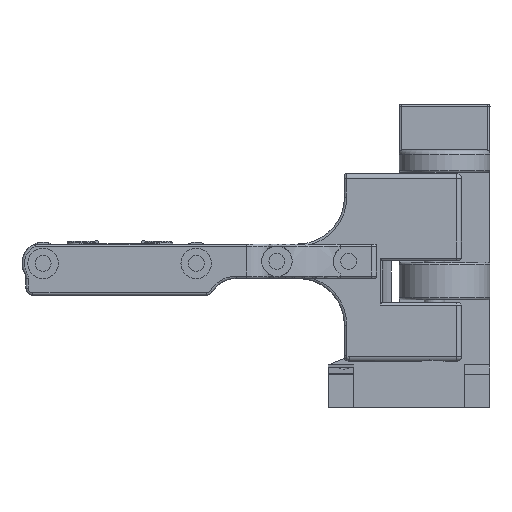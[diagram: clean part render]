
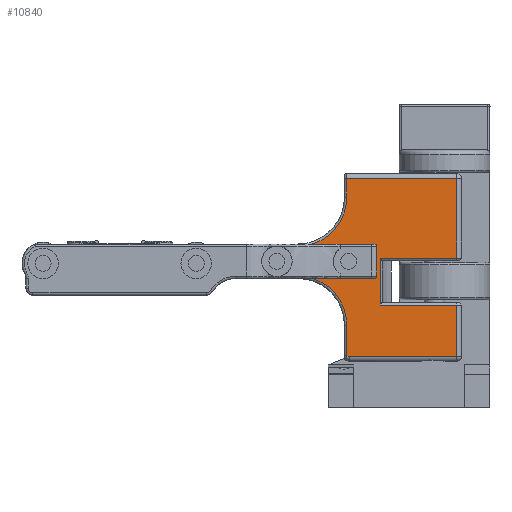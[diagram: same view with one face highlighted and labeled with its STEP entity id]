
A CAD part, front view. The second image highlights one B-rep face of the part: STEP entity #10840.
In plain terms, the highlighted face is planar.
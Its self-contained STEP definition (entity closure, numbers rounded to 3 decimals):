
#521=FACE_BOUND('',#1631,.T.);
#522=FACE_BOUND('',#1632,.T.);
#614=PLANE('',#11730);
#922=FACE_OUTER_BOUND('',#1630,.T.);
#1630=EDGE_LOOP('',(#7614,#7615,#7616,#7617,#7618,#7619,#7620,#7621,#7622,
#7623,#7624,#7625,#7626,#7627,#7628));
#1631=EDGE_LOOP('',(#7629));
#1632=EDGE_LOOP('',(#7630));
#2434=LINE('',#16704,#3277);
#2435=LINE('',#16706,#3278);
#2436=LINE('',#16710,#3279);
#2437=LINE('',#16712,#3280);
#2438=LINE('',#16714,#3281);
#2439=LINE('',#16716,#3282);
#2440=LINE('',#16718,#3283);
#2441=LINE('',#16720,#3284);
#2442=LINE('',#16722,#3285);
#2443=LINE('',#16724,#3286);
#2444=LINE('',#16726,#3287);
#2445=LINE('',#16728,#3288);
#2446=LINE('',#16731,#3289);
#3277=VECTOR('',#13257,10.);
#3278=VECTOR('',#13258,10.);
#3279=VECTOR('',#13261,10.);
#3280=VECTOR('',#13262,10.);
#3281=VECTOR('',#13263,10.);
#3282=VECTOR('',#13264,10.);
#3283=VECTOR('',#13265,10.);
#3284=VECTOR('',#13266,10.);
#3285=VECTOR('',#13267,10.);
#3286=VECTOR('',#13268,10.);
#3287=VECTOR('',#13269,10.);
#3288=VECTOR('',#13270,10.);
#3289=VECTOR('',#13273,10.);
#4064=CIRCLE('',#11731,10.5);
#4065=CIRCLE('',#11732,10.5);
#4066=CIRCLE('',#11733,2.35);
#4067=CIRCLE('',#11734,2.35);
#4738=VERTEX_POINT('',#16702);
#4739=VERTEX_POINT('',#16703);
#4740=VERTEX_POINT('',#16705);
#4741=VERTEX_POINT('',#16707);
#4742=VERTEX_POINT('',#16709);
#4743=VERTEX_POINT('',#16711);
#4744=VERTEX_POINT('',#16713);
#4745=VERTEX_POINT('',#16715);
#4746=VERTEX_POINT('',#16717);
#4747=VERTEX_POINT('',#16719);
#4748=VERTEX_POINT('',#16721);
#4749=VERTEX_POINT('',#16723);
#4750=VERTEX_POINT('',#16725);
#4751=VERTEX_POINT('',#16727);
#4752=VERTEX_POINT('',#16729);
#4753=VERTEX_POINT('',#16732);
#4754=VERTEX_POINT('',#16734);
#5798=EDGE_CURVE('',#4738,#4739,#2434,.T.);
#5799=EDGE_CURVE('',#4740,#4738,#2435,.T.);
#5800=EDGE_CURVE('',#4741,#4740,#4064,.T.);
#5801=EDGE_CURVE('',#4742,#4741,#2436,.T.);
#5802=EDGE_CURVE('',#4743,#4742,#2437,.T.);
#5803=EDGE_CURVE('',#4744,#4743,#2438,.T.);
#5804=EDGE_CURVE('',#4745,#4744,#2439,.T.);
#5805=EDGE_CURVE('',#4746,#4745,#2440,.T.);
#5806=EDGE_CURVE('',#4747,#4746,#2441,.T.);
#5807=EDGE_CURVE('',#4748,#4747,#2442,.T.);
#5808=EDGE_CURVE('',#4749,#4748,#2443,.T.);
#5809=EDGE_CURVE('',#4750,#4749,#2444,.T.);
#5810=EDGE_CURVE('',#4751,#4750,#2445,.T.);
#5811=EDGE_CURVE('',#4752,#4751,#4065,.T.);
#5812=EDGE_CURVE('',#4739,#4752,#2446,.T.);
#5813=EDGE_CURVE('',#4753,#4753,#4066,.T.);
#5814=EDGE_CURVE('',#4754,#4754,#4067,.T.);
#7614=ORIENTED_EDGE('',*,*,#5798,.F.);
#7615=ORIENTED_EDGE('',*,*,#5799,.F.);
#7616=ORIENTED_EDGE('',*,*,#5800,.F.);
#7617=ORIENTED_EDGE('',*,*,#5801,.F.);
#7618=ORIENTED_EDGE('',*,*,#5802,.F.);
#7619=ORIENTED_EDGE('',*,*,#5803,.F.);
#7620=ORIENTED_EDGE('',*,*,#5804,.F.);
#7621=ORIENTED_EDGE('',*,*,#5805,.F.);
#7622=ORIENTED_EDGE('',*,*,#5806,.F.);
#7623=ORIENTED_EDGE('',*,*,#5807,.F.);
#7624=ORIENTED_EDGE('',*,*,#5808,.F.);
#7625=ORIENTED_EDGE('',*,*,#5809,.F.);
#7626=ORIENTED_EDGE('',*,*,#5810,.F.);
#7627=ORIENTED_EDGE('',*,*,#5811,.F.);
#7628=ORIENTED_EDGE('',*,*,#5812,.F.);
#7629=ORIENTED_EDGE('',*,*,#5813,.T.);
#7630=ORIENTED_EDGE('',*,*,#5814,.T.);
#10840=ADVANCED_FACE('',(#922,#521,#522),#614,.T.);
#11730=AXIS2_PLACEMENT_3D('',#16701,#13255,#13256);
#11731=AXIS2_PLACEMENT_3D('',#16708,#13259,#13260);
#11732=AXIS2_PLACEMENT_3D('',#16730,#13271,#13272);
#11733=AXIS2_PLACEMENT_3D('',#16733,#13274,#13275);
#11734=AXIS2_PLACEMENT_3D('',#16735,#13276,#13277);
#13255=DIRECTION('center_axis',(0.,0.,
1.));
#13256=DIRECTION('ref_axis',(1.,0.,0.));
#13257=DIRECTION('',(-1.,0.,0.));
#13258=DIRECTION('',(0.,-1.,0.));
#13259=DIRECTION('center_axis',(0.,0.,
1.));
#13260=DIRECTION('ref_axis',(-0.707,0.707,0.));
#13261=DIRECTION('',(-1.,0.,0.));
#13262=DIRECTION('',(-0.214,-0.977,0.));
#13263=DIRECTION('',(0.,-1.,0.));
#13264=DIRECTION('',(1.,0.,0.));
#13265=DIRECTION('',(0.,1.,0.));
#13266=DIRECTION('',(1.,0.,0.));
#13267=DIRECTION('',(0.,-1.,0.));
#13268=DIRECTION('',(1.,0.,0.));
#13269=DIRECTION('',(0.,1.,0.));
#13270=DIRECTION('',(-1.,0.,0.));
#13271=DIRECTION('center_axis',(0.,0.,
1.));
#13272=DIRECTION('ref_axis',(0.707,0.707,0.));
#13273=DIRECTION('',(0.,1.,0.));
#13274=DIRECTION('center_axis',(0.,0.,
-1.));
#13275=DIRECTION('ref_axis',(0.,1.,0.));
#13276=DIRECTION('center_axis',(0.,0.,
-1.));
#13277=DIRECTION('ref_axis',(0.,1.,0.));
#16701=CARTESIAN_POINT('Origin',(112.753,127.501,36.576));
#16702=CARTESIAN_POINT('',(133.592,120.098,36.576));
#16703=CARTESIAN_POINT('',(127.243,120.098,36.576));
#16704=CARTESIAN_POINT('',(122.251,120.098,36.576));
#16705=CARTESIAN_POINT('',(133.592,132.501,36.576));
#16706=CARTESIAN_POINT('',(133.592,135.001,36.576));
#16707=CARTESIAN_POINT('',(144.092,143.001,36.576));
#16708=CARTESIAN_POINT('Origin',(144.092,132.501,36.576));
#16709=CARTESIAN_POINT('',(150.61,143.001,36.576));
#16710=CARTESIAN_POINT('',(121.317,143.001,36.576));
#16711=CARTESIAN_POINT('',(150.743,143.609,36.576));
#16712=CARTESIAN_POINT('',(147.331,128.011,36.576));
#16713=CARTESIAN_POINT('',(150.743,166.501,36.576));
#16714=CARTESIAN_POINT('',(150.743,127.501,36.576));
#16715=CARTESIAN_POINT('',(139.753,166.501,36.576));
#16716=CARTESIAN_POINT('',(121.317,166.501,36.576));
#16717=CARTESIAN_POINT('',(139.753,150.166,36.576));
#16718=CARTESIAN_POINT('',(139.753,144.599,36.576));
#16719=CARTESIAN_POINT('',(129.753,150.166,36.576));
#16720=CARTESIAN_POINT('',(129.753,150.166,36.576));
#16721=CARTESIAN_POINT('',(129.753,166.501,36.576));
#16722=CARTESIAN_POINT('',(129.753,144.599,36.576));
#16723=CARTESIAN_POINT('',(112.753,166.501,36.576));
#16724=CARTESIAN_POINT('',(121.317,166.501,36.576));
#16725=CARTESIAN_POINT('',(112.753,143.001,36.576));
#16726=CARTESIAN_POINT('',(112.753,127.501,36.576));
#16727=CARTESIAN_POINT('',(116.743,143.001,36.576));
#16728=CARTESIAN_POINT('',(121.317,143.001,36.576));
#16729=CARTESIAN_POINT('',(127.243,132.501,36.576));
#16730=CARTESIAN_POINT('Origin',(116.743,132.501,36.576));
#16731=CARTESIAN_POINT('',(127.243,135.001,36.576));
#16732=CARTESIAN_POINT('',(130.418,141.035,36.576));
#16733=CARTESIAN_POINT('Origin',(130.418,143.385,36.576));
#16734=CARTESIAN_POINT('',(130.418,125.748,36.576));
#16735=CARTESIAN_POINT('Origin',(130.418,128.098,36.576));
